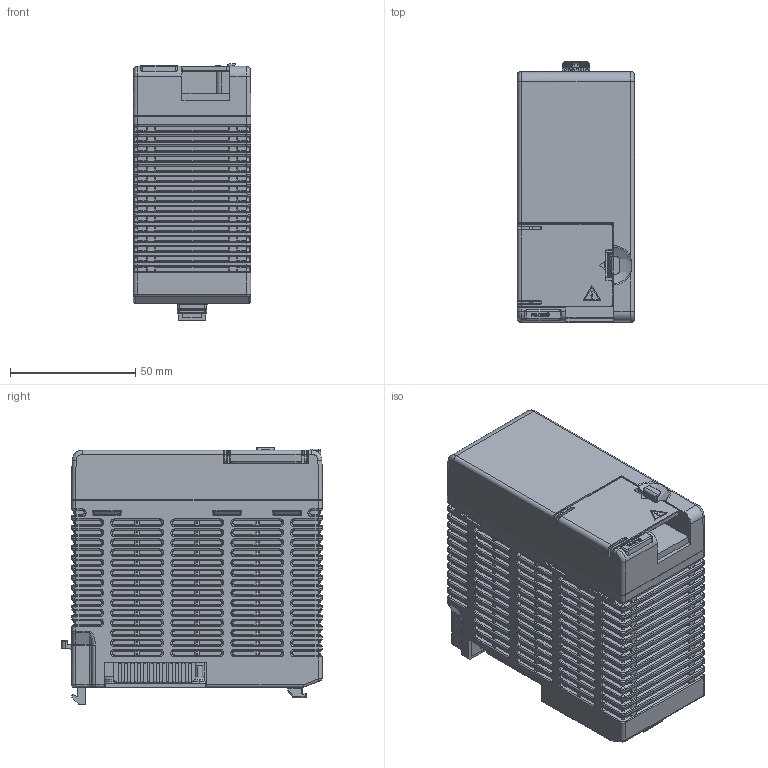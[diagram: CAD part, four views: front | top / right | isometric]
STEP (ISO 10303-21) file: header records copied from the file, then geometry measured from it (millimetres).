
FILE_DESCRIPTION (( 'STEP AP214' ), '1' );
FILE_NAME ('P2-01DC d fXT nc -AC.STEP', '2020-05-20T13:57:59', ( '' ), ( '' ), 'SwSTEP 2.0', 'SolidWorks 2017', '' );
FILE_SCHEMA (( 'AUTOMOTIVE_DESIGN' ));
Length unit declared in the file: inch
Products named in the file (1): P2-01DC d fXT nc -AC
Bounding box: 47 x 104.07 x 102.37 mm (x, y, z)
Volume: 367477.3 mm3; surface area: 70367.1 mm2
Topology: 2 solids, 3 shells, 3888 faces, 10358 edges, 6496 vertices
Faces by surface type: plane 1840, cylinder 1007, bspline 774, cone 267
Entity records: 144717 total; most frequent: CARTESIAN_POINT 52067, ORIENTED_EDGE 20684, DIRECTION 16360, EDGE_CURVE 10342, VERTEX_POINT 6496, VECTOR 6262, LINE 6262, AXIS2_PLACEMENT_3D 5049
